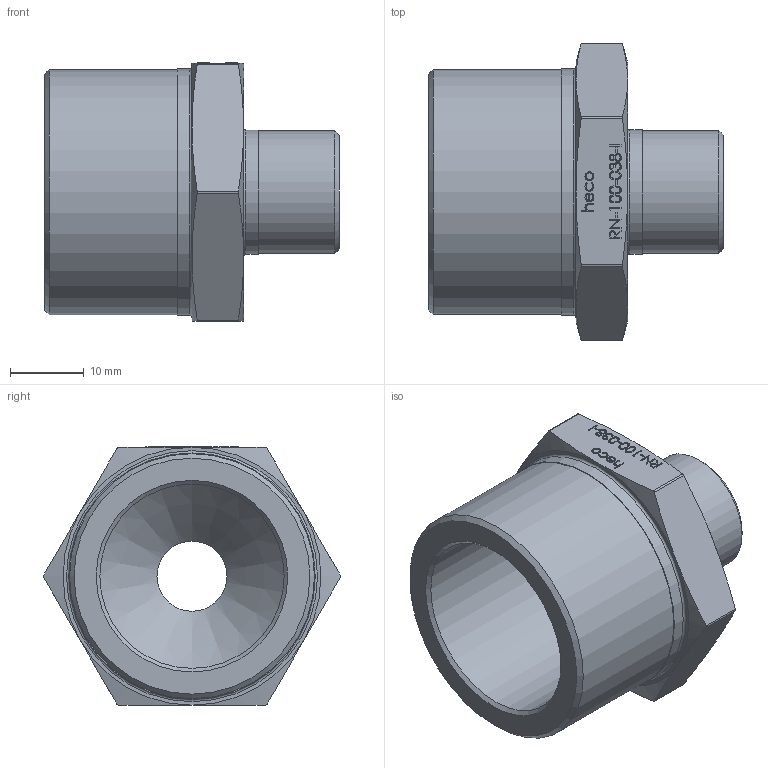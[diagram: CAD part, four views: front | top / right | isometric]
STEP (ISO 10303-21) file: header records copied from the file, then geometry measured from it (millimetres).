
FILE_DESCRIPTION (( 'STEP AP214' ), '1' );
FILE_NAME ('heco_RN-100-038-I.STEP', '2016-07-04T12:06:05', ( '' ), ( '' ), 'SwSTEP 2.0', 'SolidWorks 2011', '' );
FILE_SCHEMA (( 'AUTOMOTIVE_DESIGN' ));
Length unit declared in the file: millimetre
Products named in the file (1): heco_RN-100-038-I
Bounding box: 40 x 40.32 x 35.05 mm (x, y, z)
Volume: 15112.1 mm3; surface area: 7533.5 mm2
Topology: 1 solids, 1 shells, 224 faces, 564 edges, 370 vertices
Faces by surface type: bspline 98, plane 95, cone 17, cylinder 12, torus 2
Full cylindrical faces by diameter (mm): 9.5 x1, 16.662 x1, 16.862 x1, 25 x1, 33.249 x1, 33.449 x1
Entity records: 14227 total; most frequent: CARTESIAN_POINT 7708, ORIENTED_EDGE 1098, DIRECTION 601, EDGE_CURVE 549, VERTEX_POINT 368, VECTOR 287, LINE 287, EDGE_LOOP 267
